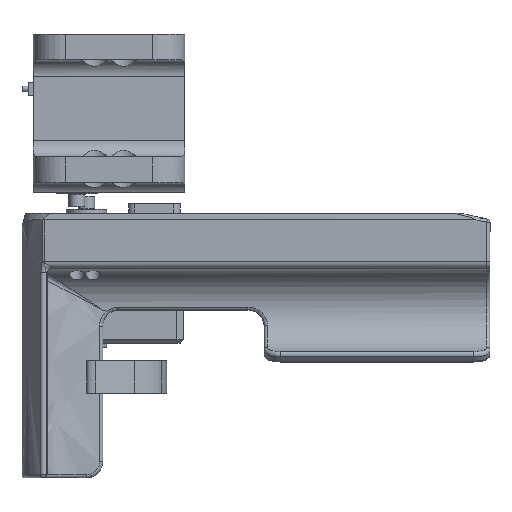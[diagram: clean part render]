
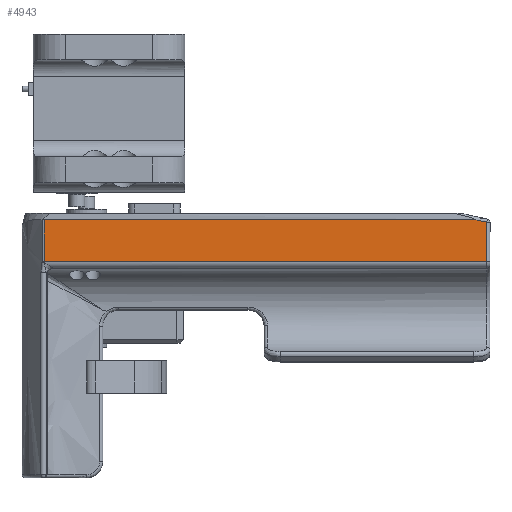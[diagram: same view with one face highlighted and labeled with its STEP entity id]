
A CAD part, front view. The second image highlights one B-rep face of the part: STEP entity #4943.
In plain terms, the highlighted planar face has unit normal (0, -1, 0).
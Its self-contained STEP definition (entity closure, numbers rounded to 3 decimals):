
#224=B_SPLINE_CURVE_WITH_KNOTS('',3,(#7952,#7953,#7954,#7955),
 .UNSPECIFIED.,.F.,.F.,(4,4),(0.,0.004),
 .UNSPECIFIED.);
#420=PLANE('',#5338);
#634=FACE_OUTER_BOUND('',#898,.T.);
#898=EDGE_LOOP('',(#3837,#3838,#3839,#3840,#3841));
#1154=LINE('',#11671,#1513);
#1155=LINE('',#11673,#1514);
#1156=LINE('',#11687,#1515);
#1161=LINE('',#12146,#1520);
#1513=VECTOR('',#6031,12.223);
#1514=VECTOR('',#6034,137.081);
#1515=VECTOR('',#6037,13.);
#1520=VECTOR('',#6048,133.396);
#2085=VERTEX_POINT('',#7926);
#2086=VERTEX_POINT('',#7951);
#2153=VERTEX_POINT('',#11009);
#2154=VERTEX_POINT('',#11190);
#2166=VERTEX_POINT('',#11686);
#2662=EDGE_CURVE('',#2086,#2085,#224,.T.);
#2803=EDGE_CURVE('',#2153,#2086,#1154,.F.);
#2804=EDGE_CURVE('',#2154,#2153,#1155,.T.);
#2806=EDGE_CURVE('',#2166,#2154,#1156,.T.);
#2815=EDGE_CURVE('',#2166,#2085,#1161,.T.);
#3837=ORIENTED_EDGE('',*,*,#2815,.F.);
#3838=ORIENTED_EDGE('',*,*,#2806,.T.);
#3839=ORIENTED_EDGE('',*,*,#2804,.T.);
#3840=ORIENTED_EDGE('',*,*,#2803,.T.);
#3841=ORIENTED_EDGE('',*,*,#2662,.T.);
#4943=ADVANCED_FACE('',(#634),#420,.T.);
#5338=AXIS2_PLACEMENT_3D('',#12145,#6046,#6047);
#6031=DIRECTION('',(0.,0.,-1.));
#6034=DIRECTION('',(1.,0.,0.));
#6037=DIRECTION('',(0.,0.,-1.));
#6046=DIRECTION('center_axis',(0.,-1.,0.));
#6047=DIRECTION('ref_axis',(0.,0.,-1.));
#6048=DIRECTION('',(1.,0.,0.));
#7926=CARTESIAN_POINT('',(-4.685,-13.,28.));
#7951=CARTESIAN_POINT('',(-1.,-13.,27.223));
#7952=CARTESIAN_POINT('Ctrl Pts',(-1.,-13.,27.223));
#7953=CARTESIAN_POINT('Ctrl Pts',(-2.228,-13.,27.482));
#7954=CARTESIAN_POINT('Ctrl Pts',(-3.456,-13.,27.741));
#7955=CARTESIAN_POINT('Ctrl Pts',(-4.685,-13.,28.));
#11009=CARTESIAN_POINT('',(-1.,-13.,15.));
#11190=CARTESIAN_POINT('',(-138.081,-13.,15.));
#11671=CARTESIAN_POINT('',(-1.,-13.,27.223));
#11673=CARTESIAN_POINT('',(-138.081,-13.,15.));
#11686=CARTESIAN_POINT('',(-138.081,-13.,28.));
#11687=CARTESIAN_POINT('',(-138.081,-13.,28.));
#12145=CARTESIAN_POINT('Origin',(0.,-13.,38.));
#12146=CARTESIAN_POINT('',(-138.081,-13.,28.));
